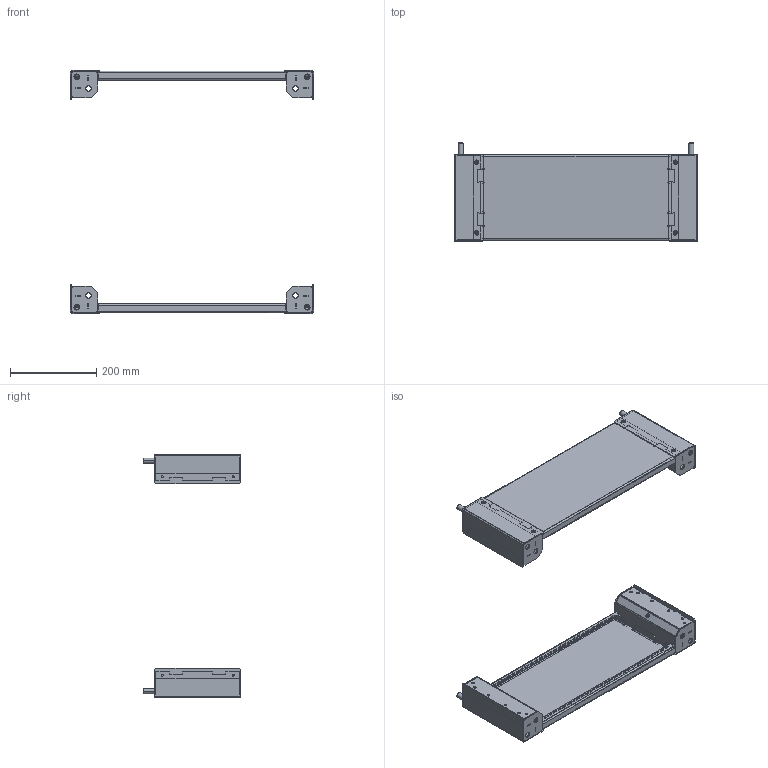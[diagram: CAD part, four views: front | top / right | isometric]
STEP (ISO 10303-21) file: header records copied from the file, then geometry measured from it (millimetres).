
FILE_DESCRIPTION (( 'STEP AP203' ), '1' );
FILE_NAME ('UR13633210060 Ýëåìåíòû ïåðåäíèé è çàäíèé öîêîëÿ 200ìì RS52 60.00 RAL7021 (2øò) (000.136.071-02).STEP', '2022-04-14T05:39:22', ( '' ), ( '' ), 'SwSTEP 2.0', 'SolidWorks 2017', '' );
FILE_SCHEMA (( 'CONFIG_CONTROL_DESIGN' ));
Length unit declared in the file: millimetre
Products named in the file (11): UR13633210060 Ýëåìåíòû ïåðåäíèé è çàäíèé öîêîëÿ 200ìì RS52 60.00 RAL7021 (2øò) (000.136.071-02); 嵑殧趌11371_12; Âèíò DIN 912_Œ12å35; Âèíò DIN 7500 M TORX_Œ5å16 (çñà­ë©); 嵑殧趌6402_12; 024-446 砑僔蠂縺; 024-451 Êðûøêà; 000.137.048 Ñîåäèíèòåëü óãëîâîé; Âèíò DIN 7500 C TORX_Œ5å12; 008-463 Ñòåíêà ïðîôèëüíàÿ; 070-70 Ïàíåëü öîêîëÿ_02 (00.60)
Assembly tree (41 placements, depth 3):
  UR13633210060 Ýëåìåíòû ïåðåäíèé è çàäíèé öîêîëÿ 200ìì RS52 60.00 RAL7021 (2øò) (000.136.071-02)
    000.137.048 Ñîåäèíèòåëü óãëîâîé  x4
      008-463 Ñòåíêà ïðîôèëüíàÿ
      024-446 砑僔蠂縺
    070-70 Ïàíåëü öîêîëÿ_02 (00.60)  x2
    Âèíò DIN 7500 C TORX_Œ5å12  x8
    024-451 Êðûøêà  x4
    Âèíò DIN 7500 M TORX_Œ5å16 (çñà­ë©)  x8
    嵑殧趌11371_12  x4
    嵑殧趌6402_12  x4
    Âèíò DIN 912_Œ12å35  x4
Bounding box: 562.2 x 226.5 x 563.8 mm (x, y, z)
Volume: 997420.1 mm3; surface area: 1061714.5 mm2
Topology: 46 solids, 46 shells, 2504 faces, 6656 edges, 4228 vertices
Faces by surface type: plane 1232, cylinder 1096, cone 96, torus 48, bspline 16, sphere 16
Entity records: 24544 total; most frequent: CARTESIAN_POINT 4335, DIRECTION 3836, ORIENTED_EDGE 3714, EDGE_CURVE 1857, AXIS2_PLACEMENT_3D 1302, LINE 1232, VECTOR 1232, VERTEX_POINT 1179
